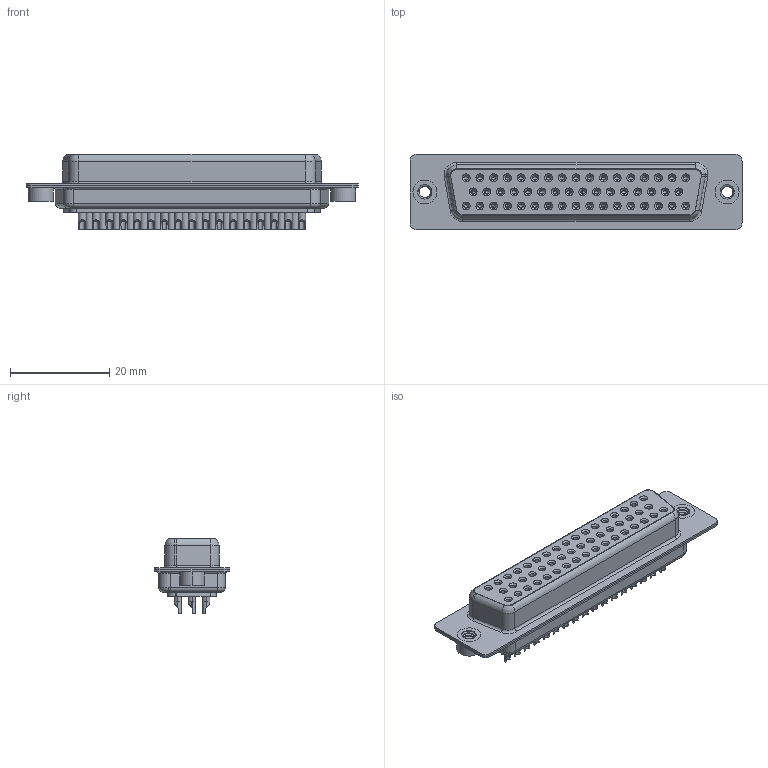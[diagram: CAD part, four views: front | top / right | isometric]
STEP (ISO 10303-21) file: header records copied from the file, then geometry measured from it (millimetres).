
FILE_DESCRIPTION (( 'STEP AP203' ), '1' );
FILE_NAME ('628-M50-222-LN2.STEP', '2021-04-26T14:34:05', ( '' ), ( '' ), 'SwSTEP 2.0', 'SolidWorks 2020', '' );
FILE_SCHEMA (( 'CONFIG_CONTROL_DESIGN' ));
Length unit declared in the file: millimetre
Products named in the file (8): 628M Housing_50 Contacts; 628-M50-222-LN2; 628M Contact Row 2_22L; 628M Shell Rear_50 Contacts; 628M Shell Front_50 Contacts; 628M Contact Row 1_22; 628M 4-40 Threaded Rivet; 628M Contact Row 3_22
Assembly tree (55 placements, depth 2):
  628-M50-222-LN2
    628M Housing_50 Contacts
    628M Shell Front_50 Contacts
    628M Shell Rear_50 Contacts
    628M Contact Row 1_22  x17
    628M Contact Row 2_22L  x16
    628M Contact Row 3_22  x17
    628M 4-40 Threaded Rivet  x2
Bounding box: 67 x 15.3 x 15.25 mm (x, y, z)
Volume: 6692.7 mm3; surface area: 15422.3 mm2
Topology: 55 solids, 55 shells, 3030 faces, 7487 edges, 4629 vertices
Faces by surface type: cylinder 1187, plane 918, torus 463, cone 456, bspline 6
Entity records: 33193 total; most frequent: CARTESIAN_POINT 6681, DIRECTION 5685, ORIENTED_EDGE 4634, AXIS2_PLACEMENT_3D 2408, EDGE_CURVE 2317, VERTEX_POINT 1474, CIRCLE 1330, EDGE_LOOP 1303
